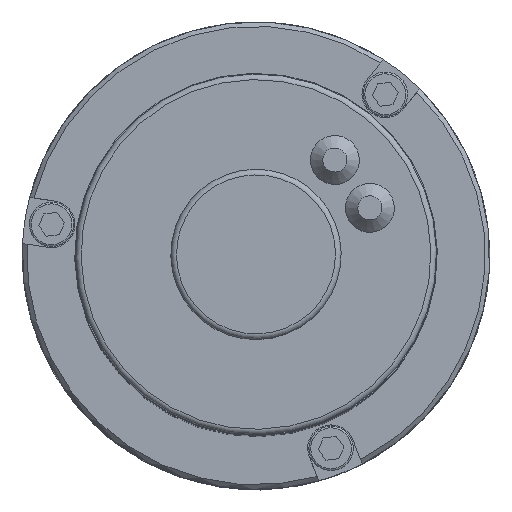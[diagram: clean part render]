
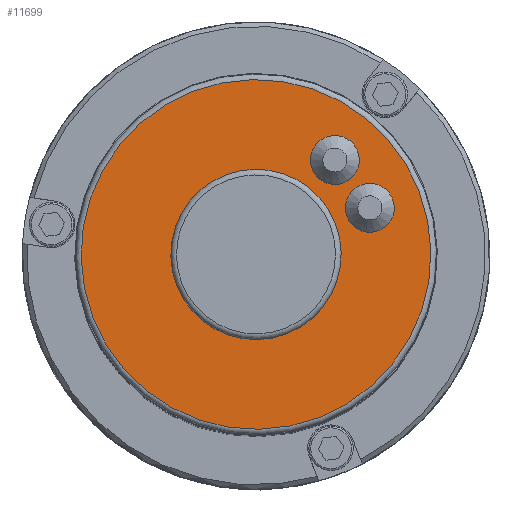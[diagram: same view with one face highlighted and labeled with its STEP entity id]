
A CAD part, top view. The second image highlights one B-rep face of the part: STEP entity #11699.
In plain terms, the highlighted face is planar.
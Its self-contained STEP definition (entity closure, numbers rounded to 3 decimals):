
#1774=PLANE('',#13389);
#2404=FACE_BOUND('',#3914,.T.);
#2405=FACE_BOUND('',#3915,.T.);
#2406=FACE_BOUND('',#3916,.T.);
#3065=FACE_OUTER_BOUND('',#3913,.T.);
#3913=EDGE_LOOP('',(#11009));
#3914=EDGE_LOOP('',(#11010));
#3915=EDGE_LOOP('',(#11011));
#3916=EDGE_LOOP('',(#11012));
#4885=CIRCLE('',#13386,30.877);
#4886=CIRCLE('',#13390,15.037);
#4887=CIRCLE('',#13391,4.318);
#4888=CIRCLE('',#13392,4.318);
#6044=VERTEX_POINT('',#21940);
#6046=VERTEX_POINT('',#21949);
#6047=VERTEX_POINT('',#21951);
#6048=VERTEX_POINT('',#21953);
#7701=EDGE_CURVE('',#6044,#6044,#4885,.T.);
#7705=EDGE_CURVE('',#6046,#6046,#4886,.T.);
#7706=EDGE_CURVE('',#6047,#6047,#4887,.T.);
#7707=EDGE_CURVE('',#6048,#6048,#4888,.T.);
#11009=ORIENTED_EDGE('',*,*,#7701,.T.);
#11010=ORIENTED_EDGE('',*,*,#7705,.F.);
#11011=ORIENTED_EDGE('',*,*,#7706,.F.);
#11012=ORIENTED_EDGE('',*,*,#7707,.F.);
#11699=ADVANCED_FACE('',(#3065,#2404,#2405,#2406),#1774,.T.);
#13386=AXIS2_PLACEMENT_3D('',#21941,#17326,#17327);
#13389=AXIS2_PLACEMENT_3D('',#21948,#17335,#17336);
#13390=AXIS2_PLACEMENT_3D('',#21950,#17337,#17338);
#13391=AXIS2_PLACEMENT_3D('',#21952,#17339,#17340);
#13392=AXIS2_PLACEMENT_3D('',#21954,#17341,#17342);
#17326=DIRECTION('center_axis',(0.,0.,-1.));
#17327=DIRECTION('ref_axis',(0.,1.,0.));
#17335=DIRECTION('center_axis',(0.,0.,
-1.));
#17336=DIRECTION('ref_axis',(0.,-1.,0.));
#17337=DIRECTION('center_axis',(0.,0.,
-1.));
#17338=DIRECTION('ref_axis',(-1.,0.,0.));
#17339=DIRECTION('center_axis',(0.,0.,
-1.));
#17340=DIRECTION('ref_axis',(-1.,0.,0.));
#17341=DIRECTION('center_axis',(0.,0.,
-1.));
#17342=DIRECTION('ref_axis',(-1.,0.,0.));
#21940=CARTESIAN_POINT('',(35.56,140.173,-95.555));
#21941=CARTESIAN_POINT('Origin',(35.56,109.296,-95.555));
#21948=CARTESIAN_POINT('Origin',(67.437,109.296,-95.555));
#21949=CARTESIAN_POINT('',(20.523,109.296,-95.555));
#21950=CARTESIAN_POINT('Origin',(35.56,109.296,-95.555));
#21951=CARTESIAN_POINT('',(42.449,127.903,-95.555));
#21952=CARTESIAN_POINT('Origin',(46.767,127.903,-95.555));
#21953=CARTESIAN_POINT('',(49.849,120.504,-95.555));
#21954=CARTESIAN_POINT('Origin',(54.167,120.504,-95.555));
